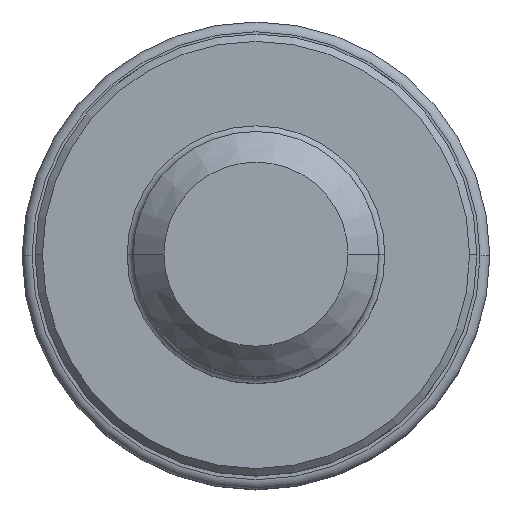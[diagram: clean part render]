
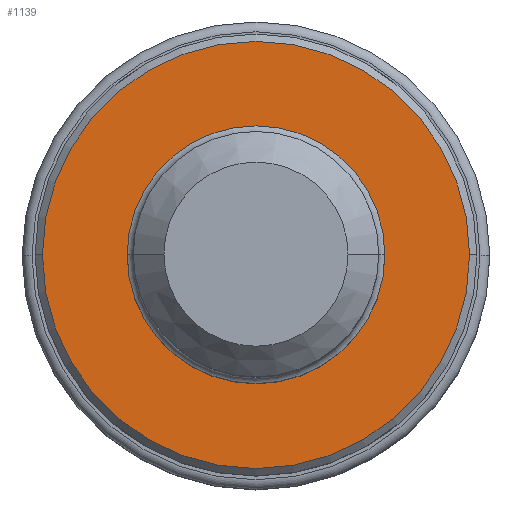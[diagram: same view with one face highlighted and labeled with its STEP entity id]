
A CAD part, top view. The second image highlights one B-rep face of the part: STEP entity #1139.
In plain terms, the highlighted planar face has unit normal (0, 0, 1).
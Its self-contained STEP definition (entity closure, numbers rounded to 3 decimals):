
#1005=PLANE('',#3501);
#1011=FACE_BOUND('',#1426,.T.);
#1012=FACE_BOUND('',#1427,.T.);
#1139=ADVANCED_FACE('',(#1011,#1012),#1005,.F.);
#1426=EDGE_LOOP('',(#1943,#1944));
#1427=EDGE_LOOP('',(#1945,#1946));
#1943=ORIENTED_EDGE('',*,*,#2427,.T.);
#1944=ORIENTED_EDGE('',*,*,#2424,.T.);
#1945=ORIENTED_EDGE('',*,*,#2428,.T.);
#1946=ORIENTED_EDGE('',*,*,#2429,.T.);
#2156=VERTEX_POINT('',#6048);
#2157=VERTEX_POINT('',#6049);
#2158=VERTEX_POINT('',#6056);
#2159=VERTEX_POINT('',#6057);
#2424=EDGE_CURVE('',#2156,#2157,#2795,.T.);
#2427=EDGE_CURVE('',#2157,#2156,#2796,.T.);
#2428=EDGE_CURVE('',#2158,#2159,#2797,.T.);
#2429=EDGE_CURVE('',#2159,#2158,#2798,.T.);
#2795=CIRCLE('',#3495,8.7);
#2796=CIRCLE('',#3497,8.7);
#2797=CIRCLE('',#3499,5.25);
#2798=CIRCLE('',#3500,5.25);
#3495=AXIS2_PLACEMENT_3D('',#6047,#4061,#4062);
#3497=AXIS2_PLACEMENT_3D('',#6053,#4067,#4068);
#3499=AXIS2_PLACEMENT_3D('',#6055,#4071,#4072);
#3500=AXIS2_PLACEMENT_3D('',#6058,#4073,#4074);
#3501=AXIS2_PLACEMENT_3D('',#6059,#4075,#4076);
#4061=DIRECTION('',(0.,0.,1.));
#4062=DIRECTION('',(-1.,0.,0.));
#4067=DIRECTION('',(0.,0.,1.));
#4068=DIRECTION('',(1.,0.,0.));
#4071=DIRECTION('',(0.,0.,-1.));
#4072=DIRECTION('',(1.,0.,0.));
#4073=DIRECTION('',(0.,0.,-1.));
#4074=DIRECTION('',(-1.,0.,0.));
#4075=DIRECTION('',(0.,0.,-1.));
#4076=DIRECTION('',(1.,0.,0.));
#6047=CARTESIAN_POINT('',(0.,0.,0.));
#6048=CARTESIAN_POINT('',(-8.7,0.,0.));
#6049=CARTESIAN_POINT('',(8.7,0.,0.));
#6053=CARTESIAN_POINT('',(0.,0.,0.));
#6055=CARTESIAN_POINT('',(0.,0.,0.));
#6056=CARTESIAN_POINT('',(5.25,0.,0.));
#6057=CARTESIAN_POINT('',(-5.25,0.,0.));
#6058=CARTESIAN_POINT('',(0.,0.,0.));
#6059=CARTESIAN_POINT('',(0.,0.,0.));
